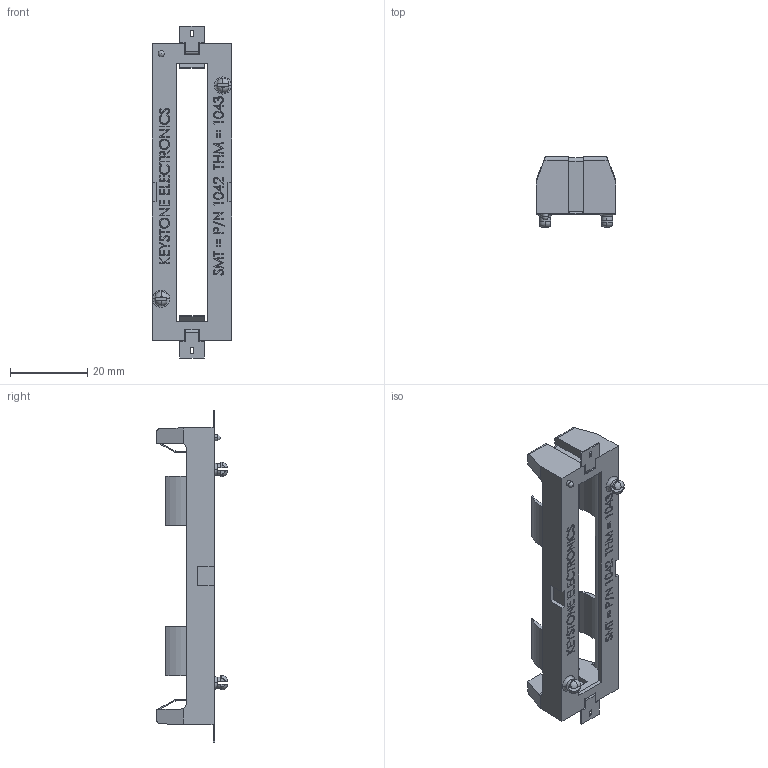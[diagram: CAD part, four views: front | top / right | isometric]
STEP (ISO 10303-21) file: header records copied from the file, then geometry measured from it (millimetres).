
FILE_DESCRIPTION (( 'STEP AP214' ), '1' );
FILE_NAME ('1042.STEP', '2013-03-27T16:12:31', ( 'Richard Maletta' ), ( '' ), 'SwSTEP 2.0', 'SolidWorks 2009', '' );
FILE_SCHEMA (( 'AUTOMOTIVE_DESIGN' ));
Length unit declared in the file: millimetre
Products named in the file (1): 1042
Bounding box: 20.65 x 18.29 x 86 mm (x, y, z)
Surface area: 6302.5 mm2 (no closed solid volume)
Topology: 0 solids, 4 shells, 628 faces, 1895 edges, 1265 vertices
Faces by surface type: plane 453, bspline 123, cylinder 39, torus 12, sphere 1
Entity records: 35143 total; most frequent: CARTESIAN_POINT 12205, ORIENTED_EDGE 3466, DIRECTION 2749, EDGE_CURVE 1893, VECTOR 1481, LINE 1481, VERTEX_POINT 1264, EDGE_LOOP 686
